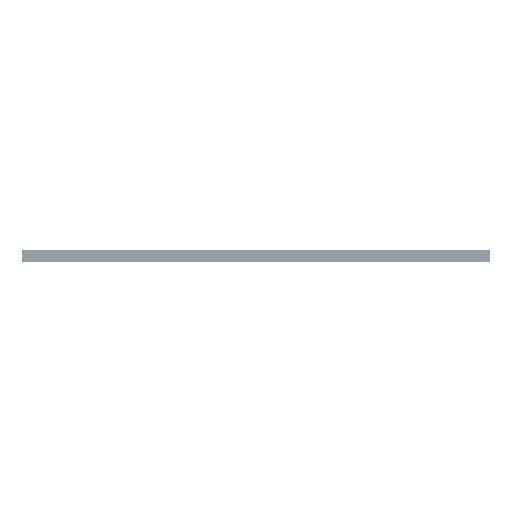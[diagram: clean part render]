
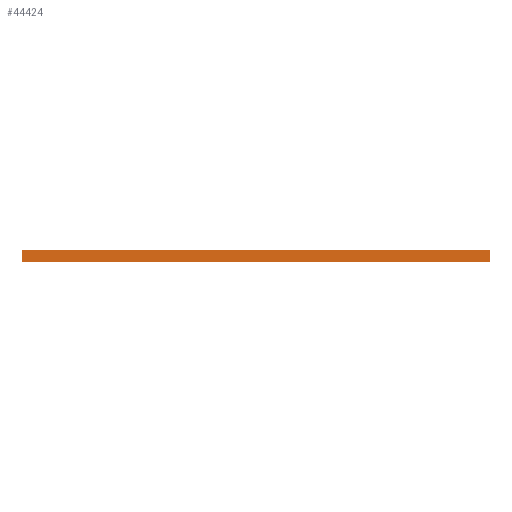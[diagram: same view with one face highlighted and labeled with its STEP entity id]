
A CAD part, front view. The second image highlights one B-rep face of the part: STEP entity #44424.
In plain terms, the highlighted planar face has unit normal (0, -1, 0).
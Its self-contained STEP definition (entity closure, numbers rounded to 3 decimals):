
#10370=FACE_OUTER_BOUND('',#15085,.T.);
#15085=EDGE_LOOP('',(#36864,#36865,#36866,#36867));
#16988=LINE('',#67119,#18898);
#17935=LINE('',#75592,#19845);
#17936=LINE('',#75595,#19846);
#17937=LINE('',#75596,#19847);
#18898=VECTOR('',#52014,10.);
#19845=VECTOR('',#62365,10.);
#19846=VECTOR('',#62368,10.);
#19847=VECTOR('',#62369,10.);
#20802=VERTEX_POINT('',#67116);
#20803=VERTEX_POINT('',#67118);
#23627=VERTEX_POINT('',#75590);
#23628=VERTEX_POINT('',#75594);
#24588=EDGE_CURVE('',#20802,#20803,#16988,.T.);
#28355=EDGE_CURVE('',#23627,#20803,#17935,.T.);
#28356=EDGE_CURVE('',#23628,#23627,#17936,.T.);
#28357=EDGE_CURVE('',#23628,#20802,#17937,.T.);
#36864=ORIENTED_EDGE('',*,*,#28356,.T.);
#36865=ORIENTED_EDGE('',*,*,#28355,.T.);
#36866=ORIENTED_EDGE('',*,*,#24588,.F.);
#36867=ORIENTED_EDGE('',*,*,#28357,.F.);
#42530=PLANE('',#50092);
#44424=ADVANCED_FACE('',(#10370),#42530,.T.);
#50092=AXIS2_PLACEMENT_3D('',#75593,#62366,#62367);
#52014=DIRECTION('',(1.,0.,0.));
#62365=DIRECTION('',(0.,0.,1.));
#62366=DIRECTION('center_axis',(0.,-1.,0.));
#62367=DIRECTION('ref_axis',(1.,0.,0.));
#62368=DIRECTION('',(1.,0.,0.));
#62369=DIRECTION('',(0.,0.,1.));
#67116=CARTESIAN_POINT('',(0.,0.,6.));
#67118=CARTESIAN_POINT('',(240.,0.,6.));
#67119=CARTESIAN_POINT('',(0.,0.,6.));
#75590=CARTESIAN_POINT('',(240.,0.,0.));
#75592=CARTESIAN_POINT('',(240.,0.,0.));
#75593=CARTESIAN_POINT('Origin',(0.,0.,0.));
#75594=CARTESIAN_POINT('',(0.,0.,0.));
#75595=CARTESIAN_POINT('',(0.,0.,0.));
#75596=CARTESIAN_POINT('',(0.,0.,0.));
